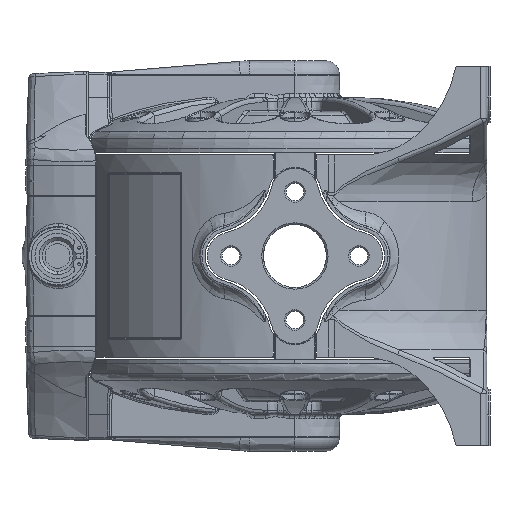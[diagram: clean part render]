
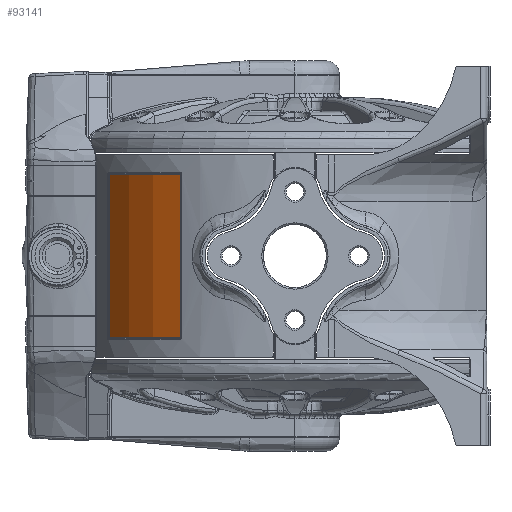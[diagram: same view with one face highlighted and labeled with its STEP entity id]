
A CAD part, left-side view. The second image highlights one B-rep face of the part: STEP entity #93141.
In plain terms, the highlighted cylindrical face has radius 106 mm (diameter 212 mm), a partial arc.
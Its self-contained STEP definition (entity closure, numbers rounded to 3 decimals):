
#279 = EDGE_CURVE ( 'NONE', #75612, #75639, #127805, .T. ) ;
#1239 = EDGE_CURVE ( 'NONE', #75630, #75609, #147408, .T. ) ;
#2100 = EDGE_CURVE ( 'NONE', #75609, #75612, #56935, .T. ) ;
#24809 = DIRECTION ( 'NONE',  ( 0., 0., 1. ) ) ;
#24812 = FACE_OUTER_BOUND ( 'NONE', #87507, .T. ) ;
#24813 = CARTESIAN_POINT ( 'NONE',  ( 0., 0., -40. ) ) ;
#24815 = CYLINDRICAL_SURFACE ( 'NONE', #45517, 106. ) ;
#24816 = DIRECTION ( 'NONE',  ( 1., 0., 0. ) ) ;
#31327 = CARTESIAN_POINT ( 'NONE',  ( -90.513, 55.167, -39.5 ) ) ;
#31329 = CARTESIAN_POINT ( 'NONE',  ( -90.513, 55.167, 39.5 ) ) ;
#31348 = CARTESIAN_POINT ( 'NONE',  ( -56.207, 89.871, -39.5 ) ) ;
#31357 = CARTESIAN_POINT ( 'NONE',  ( -56.207, 89.871, 39.5 ) ) ;
#45517 = AXIS2_PLACEMENT_3D ( 'NONE', #24813, #24809, #24816 ) ;
#49541 = CARTESIAN_POINT ( 'NONE',  ( -56.207, 89.871, 39.5 ) ) ;
#49544 = LINE ( 'NONE', #49541, #71734 ) ;
#49672 = DIRECTION ( 'NONE',  ( 0., 0., -1. ) ) ;
#56784 = DIRECTION ( 'NONE',  ( 0., 0., 1. ) ) ;
#56935 = LINE ( 'NONE', #56937, #151334 ) ;
#56937 = CARTESIAN_POINT ( 'NONE',  ( -90.513, 55.167, -39.5 ) ) ;
#68083 = DIRECTION ( 'NONE',  ( 0., -1., 0. ) ) ;
#68085 = DIRECTION ( 'NONE',  ( 0., 0., -1. ) ) ;
#68087 = CARTESIAN_POINT ( 'NONE',  ( 0., 0., 39.5 ) ) ;
#71734 = VECTOR ( 'NONE', #49672, 1000. ) ;
#73947 = ORIENTED_EDGE ( 'NONE', *, *, #154041, .T. ) ;
#73948 = ORIENTED_EDGE ( 'NONE', *, *, #1239, .T. ) ;
#73949 = ORIENTED_EDGE ( 'NONE', *, *, #2100, .T. ) ;
#73950 = ORIENTED_EDGE ( 'NONE', *, *, #279, .T. ) ;
#75609 = VERTEX_POINT ( 'NONE', #31327 ) ;
#75612 = VERTEX_POINT ( 'NONE', #31329 ) ;
#75630 = VERTEX_POINT ( 'NONE', #31348 ) ;
#75639 = VERTEX_POINT ( 'NONE', #31357 ) ;
#87507 = EDGE_LOOP ( 'NONE', ( #73947, #73948, #73949, #73950 ) ) ;
#93141 = ADVANCED_FACE ( 'NONE', ( #24812 ), #24815, .T. ) ;
#119895 = DIRECTION ( 'NONE',  ( 1., 0., 0. ) ) ;
#119897 = DIRECTION ( 'NONE',  ( 0., 0., 1. ) ) ;
#119899 = CARTESIAN_POINT ( 'NONE',  ( 0., 0., -39.5 ) ) ;
#127805 = CIRCLE ( 'NONE', #127806, 106. ) ;
#127806 = AXIS2_PLACEMENT_3D ( 'NONE', #68087, #68085, #68083 ) ;
#147408 = CIRCLE ( 'NONE', #147413, 106. ) ;
#147413 = AXIS2_PLACEMENT_3D ( 'NONE', #119899, #119897, #119895 ) ;
#151334 = VECTOR ( 'NONE', #56784, 1000. ) ;
#154041 = EDGE_CURVE ( 'NONE', #75639, #75630, #49544, .T. ) ;
